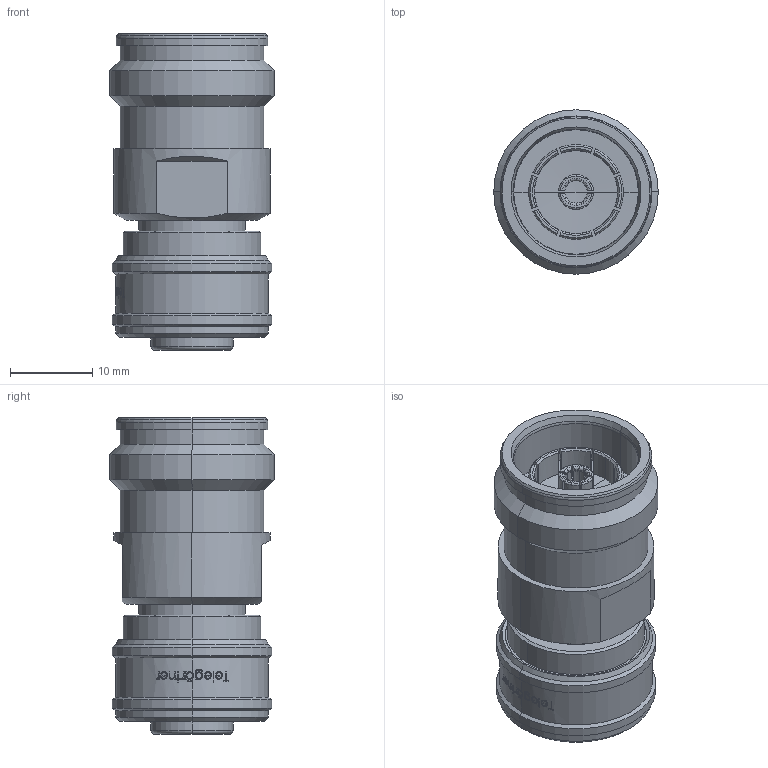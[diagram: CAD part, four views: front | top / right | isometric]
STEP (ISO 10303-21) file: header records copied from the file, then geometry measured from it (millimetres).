
FILE_DESCRIPTION (( 'STEP AP214' ), '1' );
FILE_NAME ('J01443A0005.STEP', '2019-11-28T10:04:32', ( '' ), ( '' ), 'SwSTEP 2.0', 'SolidWorks 2018', '' );
FILE_SCHEMA (( 'AUTOMOTIVE_DESIGN' ));
Length unit declared in the file: millimetre
Products named in the file (1): J01443A0005
Bounding box: 20 x 20 x 38.5 mm (x, y, z)
Volume: 8300.8 mm3; surface area: 4144.5 mm2
Topology: 2 solids, 2 shells, 263 faces, 726 edges, 501 vertices
Faces by surface type: cylinder 82, cone 64, plane 57, torus 56, bspline 4
Entity records: 12907 total; most frequent: CARTESIAN_POINT 3532, ORIENTED_EDGE 1448, DIRECTION 1263, EDGE_CURVE 724, AXIS2_PLACEMENT_3D 533, VERTEX_POINT 501, EDGE_LOOP 301, CIRCLE 273
